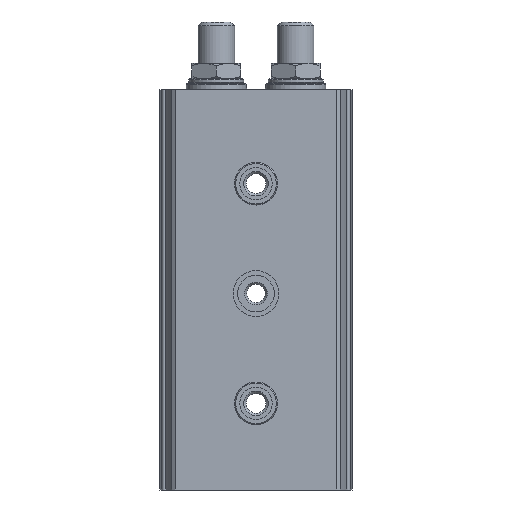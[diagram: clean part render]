
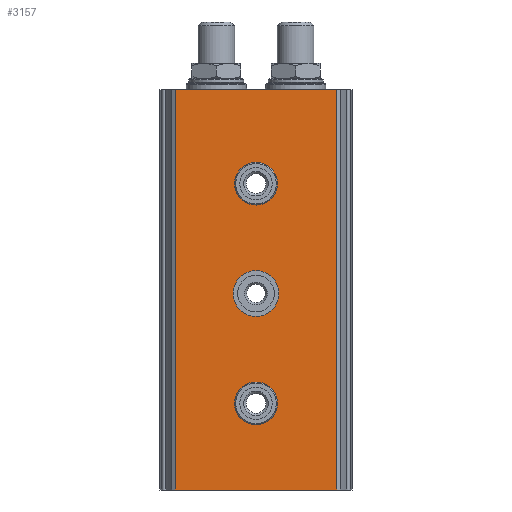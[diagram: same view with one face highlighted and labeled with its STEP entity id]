
A CAD part, front view. The second image highlights one B-rep face of the part: STEP entity #3157.
In plain terms, the highlighted planar face has unit normal (0, -1, 0).
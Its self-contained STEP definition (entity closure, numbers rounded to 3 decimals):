
#169=PLANE('',#3471);
#266=LINE('',#4951,#438);
#280=LINE('',#5012,#452);
#282=LINE('',#5021,#454);
#283=LINE('',#5023,#455);
#438=VECTOR('',#3927,1000.);
#452=VECTOR('',#3975,1000.);
#454=VECTOR('',#3985,1000.);
#455=VECTOR('',#3986,1000.);
#678=ORIENTED_EDGE('',*,*,#1500,.F.);
#679=ORIENTED_EDGE('',*,*,#1501,.F.);
#680=ORIENTED_EDGE('',*,*,#1502,.F.);
#681=ORIENTED_EDGE('',*,*,#1503,.T.);
#682=ORIENTED_EDGE('',*,*,#1504,.F.);
#683=ORIENTED_EDGE('',*,*,#1468,.F.);
#684=ORIENTED_EDGE('',*,*,#1498,.T.);
#1468=EDGE_CURVE('',#1883,#1884,#266,.T.);
#1498=EDGE_CURVE('',#1883,#1913,#280,.T.);
#1500=EDGE_CURVE('',#1914,#1914,#2211,.T.);
#1501=EDGE_CURVE('',#1915,#1915,#2212,.T.);
#1502=EDGE_CURVE('',#1916,#1916,#2213,.T.);
#1503=EDGE_CURVE('',#1913,#1917,#282,.T.);
#1504=EDGE_CURVE('',#1884,#1917,#283,.T.);
#1883=VERTEX_POINT('',#4950);
#1884=VERTEX_POINT('',#4952);
#1913=VERTEX_POINT('',#5011);
#1914=VERTEX_POINT('',#5016);
#1915=VERTEX_POINT('',#5018);
#1916=VERTEX_POINT('',#5020);
#1917=VERTEX_POINT('',#5022);
#2211=CIRCLE('',#3472,3.5);
#2212=CIRCLE('',#3473,3.5);
#2213=CIRCLE('',#3474,3.75);
#2383=EDGE_LOOP('',(#678));
#2384=EDGE_LOOP('',(#679));
#2385=EDGE_LOOP('',(#680));
#2386=EDGE_LOOP('',(#681,#682,#683,#684));
#2740=FACE_BOUND('',#2383,.T.);
#2741=FACE_BOUND('',#2384,.T.);
#2742=FACE_BOUND('',#2385,.T.);
#2743=FACE_BOUND('',#2386,.T.);
#3157=ADVANCED_FACE('',(#2740,#2741,#2742,#2743),#169,.F.);
#3471=AXIS2_PLACEMENT_3D('',#5014,#3977,#3978);
#3472=AXIS2_PLACEMENT_3D('',#5015,#3979,#3980);
#3473=AXIS2_PLACEMENT_3D('',#5017,#3981,#3982);
#3474=AXIS2_PLACEMENT_3D('',#5019,#3983,#3984);
#3927=DIRECTION('',(1.,0.,0.));
#3975=DIRECTION('',(0.,0.,-1.));
#3977=DIRECTION('',(0.,1.,0.));
#3978=DIRECTION('',(0.,0.,1.));
#3979=DIRECTION('',(0.,-1.,0.));
#3980=DIRECTION('',(0.,0.,-1.));
#3981=DIRECTION('',(0.,-1.,0.));
#3982=DIRECTION('',(0.,0.,-1.));
#3983=DIRECTION('',(0.,-1.,0.));
#3984=DIRECTION('',(0.,0.,-1.));
#3985=DIRECTION('',(1.,0.,0.));
#3986=DIRECTION('',(0.,0.,-1.));
#4950=CARTESIAN_POINT('',(-13.23,0.,33.4));
#4951=CARTESIAN_POINT('',(-13.23,0.,33.4));
#4952=CARTESIAN_POINT('',(13.23,0.,33.4));
#5011=CARTESIAN_POINT('',(-13.23,0.,-32.2));
#5012=CARTESIAN_POINT('',(-13.23,0.,33.4));
#5014=CARTESIAN_POINT('',(-13.23,0.,33.4));
#5015=CARTESIAN_POINT('',(0.,0.,18.));
#5016=CARTESIAN_POINT('',(0.,0.,14.5));
#5017=CARTESIAN_POINT('',(0.,0.,-18.));
#5018=CARTESIAN_POINT('',(0.,0.,-21.5));
#5019=CARTESIAN_POINT('',(0.,0.,0.));
#5020=CARTESIAN_POINT('',(0.,0.,-3.75));
#5021=CARTESIAN_POINT('',(-13.23,0.,-32.2));
#5022=CARTESIAN_POINT('',(13.23,0.,-32.2));
#5023=CARTESIAN_POINT('',(13.23,0.,33.4));
